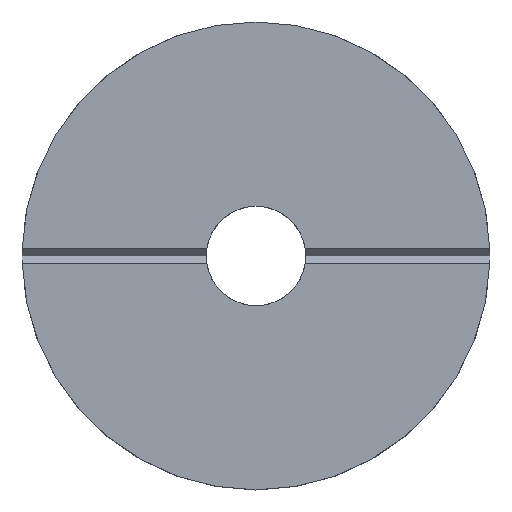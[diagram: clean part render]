
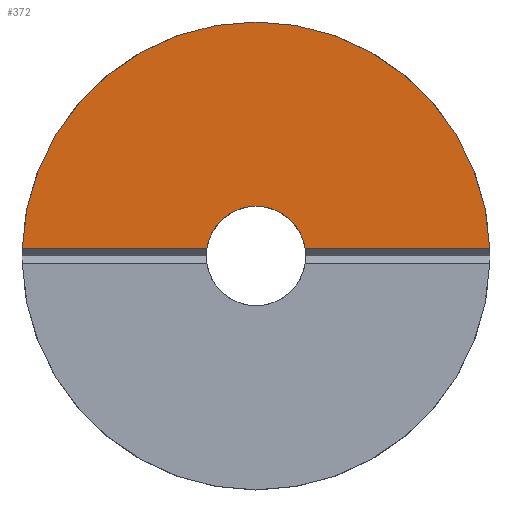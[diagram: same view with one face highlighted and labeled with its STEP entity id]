
A CAD part, top view. The second image highlights one B-rep face of the part: STEP entity #372.
In plain terms, the highlighted planar face has unit normal (0, 0, 1).
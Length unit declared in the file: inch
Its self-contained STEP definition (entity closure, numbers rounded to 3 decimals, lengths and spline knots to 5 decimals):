
#2 = EDGE_CURVE ( 'NONE', #174, #177, #259, .T. ) ;
#3 = EDGE_CURVE ( 'NONE', #176, #177, #349, .T. ) ;
#15 = AXIS2_PLACEMENT_3D ( 'NONE', #212, #208, #209 ) ;
#37 = AXIS2_PLACEMENT_3D ( 'NONE', #137, #134, #135 ) ;
#41 = AXIS2_PLACEMENT_3D ( 'NONE', #223, #68, #67 ) ;
#46 = EDGE_CURVE ( 'NONE', #176, #219, #305, .T. ) ;
#51 = EDGE_CURVE ( 'NONE', #219, #174, #295, .T. ) ;
#61 = PLANE ( 'NONE',  #41 ) ;
#67 = DIRECTION ( 'NONE',  ( 1., 0., 0. ) ) ;
#68 = DIRECTION ( 'NONE',  ( 0., 0., 1. ) ) ;
#116 = CARTESIAN_POINT ( 'NONE',  ( -0.62468, 0.02, 0. ) ) ;
#118 = CARTESIAN_POINT ( 'NONE',  ( -0.13149, 0.02, 0. ) ) ;
#119 = CARTESIAN_POINT ( 'NONE',  ( 0.13149, 0.02, 0. ) ) ;
#127 = CARTESIAN_POINT ( 'NONE',  ( 0.62468, 0.02, 0. ) ) ;
#131 = CARTESIAN_POINT ( 'NONE',  ( -0.625, 0.02, 0. ) ) ;
#132 = DIRECTION ( 'NONE',  ( 1., 0., 0. ) ) ;
#134 = DIRECTION ( 'NONE',  ( 0., 0., 1. ) ) ;
#135 = DIRECTION ( 'NONE',  ( 1., 0., 0. ) ) ;
#137 = CARTESIAN_POINT ( 'NONE',  ( 0., 0., 0. ) ) ;
#174 = VERTEX_POINT ( 'NONE', #116 ) ;
#176 = VERTEX_POINT ( 'NONE', #119 ) ;
#177 = VERTEX_POINT ( 'NONE', #118 ) ;
#182 = CARTESIAN_POINT ( 'NONE',  ( -0.625, 0.02, 0. ) ) ;
#207 = DIRECTION ( 'NONE',  ( 1., 0., 0. ) ) ;
#208 = DIRECTION ( 'NONE',  ( 0., 0., 1. ) ) ;
#209 = DIRECTION ( 'NONE',  ( 1., 0., 0. ) ) ;
#212 = CARTESIAN_POINT ( 'NONE',  ( 0., 0., 0. ) ) ;
#219 = VERTEX_POINT ( 'NONE', #127 ) ;
#223 = CARTESIAN_POINT ( 'NONE',  ( 0., 0., 0. ) ) ;
#258 = VECTOR ( 'NONE', #207, 39.37008 ) ;
#259 = LINE ( 'NONE', #182, #258 ) ;
#295 = CIRCLE ( 'NONE', #37, 0.625 ) ;
#305 = LINE ( 'NONE', #131, #306 ) ;
#306 = VECTOR ( 'NONE', #132, 39.37008 ) ;
#323 = ORIENTED_EDGE ( 'NONE', *, *, #3, .F. ) ;
#324 = ORIENTED_EDGE ( 'NONE', *, *, #51, .T. ) ;
#326 = ORIENTED_EDGE ( 'NONE', *, *, #46, .T. ) ;
#329 = ORIENTED_EDGE ( 'NONE', *, *, #2, .T. ) ;
#341 = FACE_OUTER_BOUND ( 'NONE', #352, .T. ) ;
#349 = CIRCLE ( 'NONE', #15, 0.133 ) ;
#352 = EDGE_LOOP ( 'NONE', ( #326, #324, #329, #323 ) ) ;
#372 = ADVANCED_FACE ( 'NONE', ( #341 ), #61, .T. ) ;
